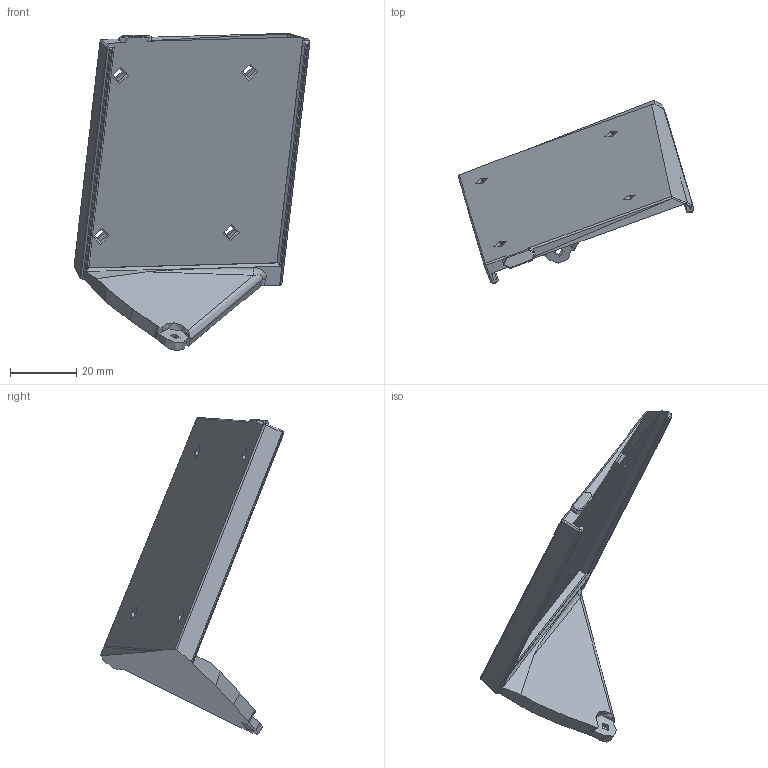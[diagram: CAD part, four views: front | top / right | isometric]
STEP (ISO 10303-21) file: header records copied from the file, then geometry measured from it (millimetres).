
FILE_DESCRIPTION(/* description */ (''),/* implementation_level */ '2;1');
FILE_NAME(/* name */ '75cm Focal.step',/* time_stamp */ '2020-08-18T00:37:44-07:00',/* author */ (''),/* organization */ (''),/* preprocessor_version */ 'ST-DEVELOPER v18.1',/* originating_system */ 'Autodesk Translation Framework v9.3.0.1241',/* authorisation */ '');
FILE_SCHEMA (('AUTOMOTIVE_DESIGN { 1 0 10303 214 3 1 1 }'));
Length unit declared in the file: metre
Products named in the file (1): 75cm Focal
Bounding box: 71 x 55.3 x 95.51 mm (x, y, z)
Volume: 23168 mm3; surface area: 15269.6 mm2
Topology: 1 solids, 1 shells, 97 faces, 253 edges, 156 vertices
Faces by surface type: plane 45, cylinder 29, bspline 11, cone 9, sphere 3
Full cylindrical faces by diameter (mm): 3 x1, 4.05 x4
Entity records: 5851 total; most frequent: CARTESIAN_POINT 3465, ORIENTED_EDGE 502, DIRECTION 469, EDGE_CURVE 251, LINE 159, VECTOR 159, VERTEX_POINT 156, AXIS2_PLACEMENT_3D 155
